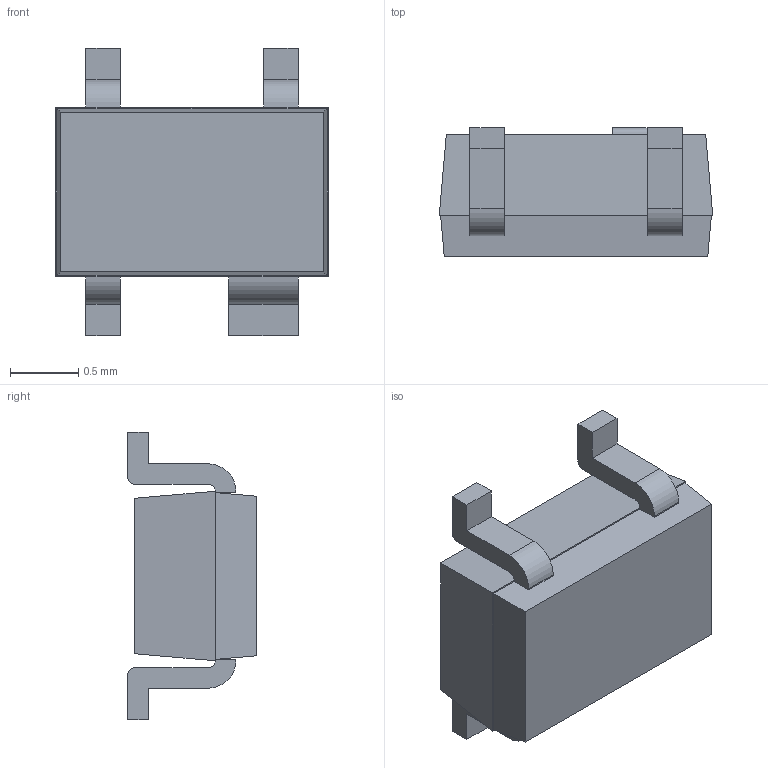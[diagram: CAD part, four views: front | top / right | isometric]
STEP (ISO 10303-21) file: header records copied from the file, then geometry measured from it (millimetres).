
FILE_DESCRIPTION (( 'STEP AP214' ), '1' );
FILE_NAME ('SPF5043Z.STEP', '2023-11-05T08:46:34', ( '' ), ( '' ), 'SwSTEP 2.0', 'SolidWorks 2021', '' );
FILE_SCHEMA (( 'AUTOMOTIVE_DESIGN' ));
Length unit declared in the file: millimetre
Products named in the file (1): SPF5043Z
Bounding box: 2 x 0.94 x 2.1 mm (x, y, z)
Volume: 2.3 mm3; surface area: 14.3 mm2
Topology: 4 solids, 4 shells, 62 faces, 158 edges, 104 vertices
Faces by surface type: plane 50, cylinder 12
Entity records: 2465 total; most frequent: CARTESIAN_POINT 325, ORIENTED_EDGE 316, DIRECTION 308, EDGE_CURVE 158, VECTOR 134, LINE 134, VERTEX_POINT 104, AXIS2_PLACEMENT_3D 87
